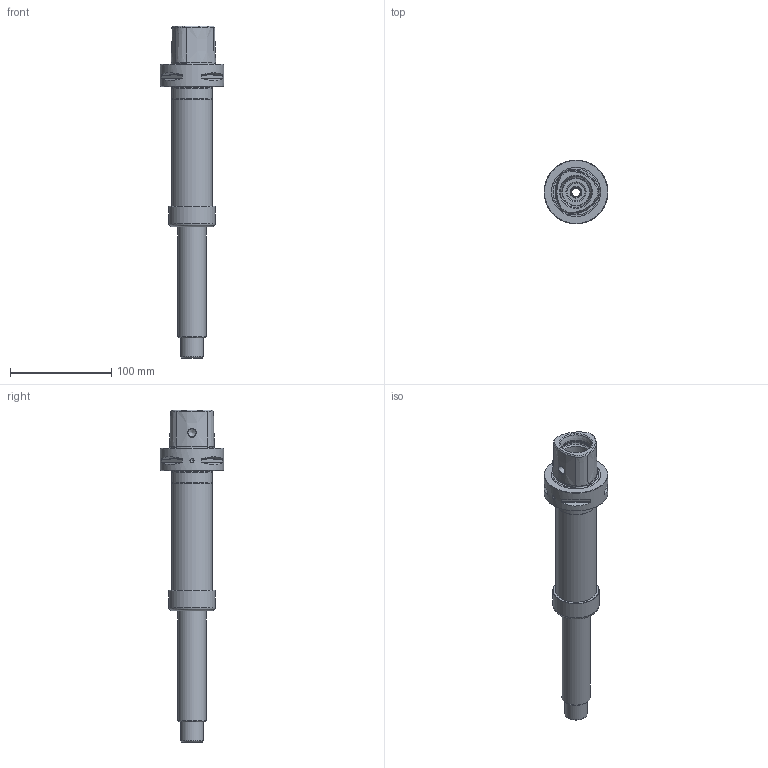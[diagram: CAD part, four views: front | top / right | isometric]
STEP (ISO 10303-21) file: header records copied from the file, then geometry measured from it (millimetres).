
FILE_DESCRIPTION(/* description */ (''),/* implementation_level */ '2;1');
FILE_NAME(/* name */ '888613130.stp',/* time_stamp */ '2021-07-27T13:23:13',/* author */ ('LRA'),/* organization */ ('REGO-FIX'),/* preprocessor_version */ ' Unknown',/* originating_system */ 'SIEMENS PLM Software Solid Edge ST10',/* authorization */ 'Unknown');
FILE_SCHEMA (('AUTOMOTIVE_DESIGN { 1 0 10303 214 2 1 1}'));
Length unit declared in the file: millimetre
Products named in the file (1): NOCUT
Bounding box: 63 x 63 x 327.7 mm (x, y, z)
Volume: 311887.9 mm3; surface area: 66374.1 mm2
Topology: 1 solids, 3 shells, 158 faces, 360 edges, 219 vertices
Faces by surface type: cone 76, cylinder 33, plane 31, torus 18
Full cylindrical faces by diameter (mm): 4 x1, 8.1 x2, 8.35 x1, 8.376 x1, 9.6 x1, 10.5 x1, 17.835 x1, 22.3 x1, 23.8 x1, 24.7 x1, 25 x1, 28 x2, 28.3 x1, 32 x1, 33.3 x1, 34 x1, 38.376 x1, 40 x1, 40.05 x1, 40.5 x1, 43.3 x1, 45.65 x1, 63 x1
Entity records: 5070 total; most frequent: CARTESIAN_POINT 857, DIRECTION 662, ORIENTED_EDGE 510, AXIS2_PLACEMENT_3D 301, FACE_BOUND 258, EDGE_CURVE 255, EDGE_LOOP 255, VERTEX_POINT 195
